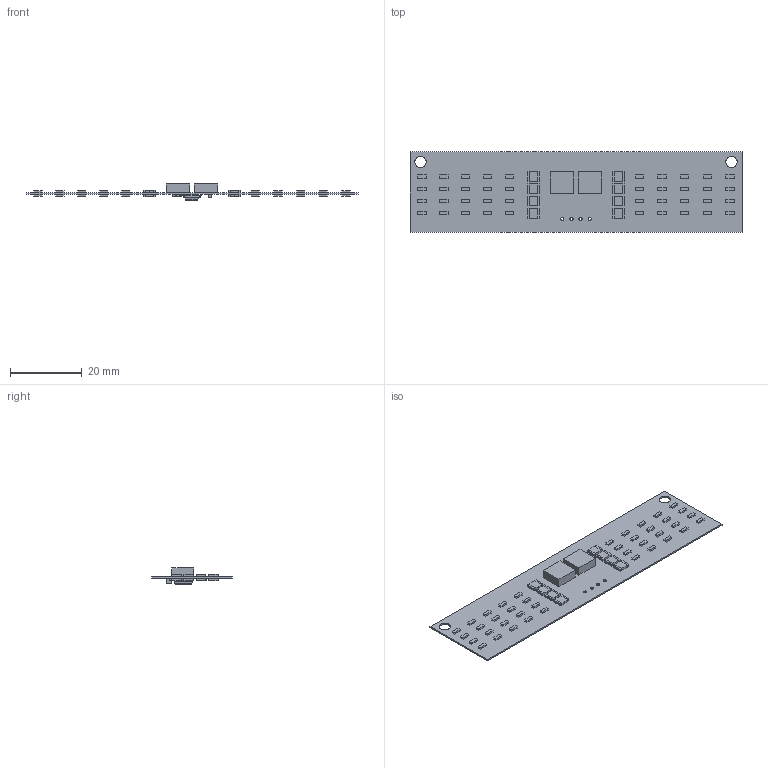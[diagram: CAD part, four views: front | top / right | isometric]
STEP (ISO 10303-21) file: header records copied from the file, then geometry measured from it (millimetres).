
FILE_DESCRIPTION(('Open CASCADE Model'),'2;1');
FILE_NAME('Open CASCADE Shape Model','2019-06-14T18:40:52',('Author'),( 'Open CASCADE'),'Open CASCADE STEP processor 6.8','Open CASCADE 6.8' ,'Unknown');
FILE_SCHEMA(('AUTOMOTIVE_DESIGN { 1 0 10303 214 1 1 1 1 }'));
Length unit declared in the file: millimetre
Products named in the file (1): PCB
Bounding box: 92.71 x 22.61 x 4.51 mm (x, y, z)
Volume: 1274.8 mm3; surface area: 5824 mm2
Topology: 159 solids, 159 shells, 1125 faces, 2372 edges, 1566 vertices
Faces by surface type: plane 1052, cylinder 63, sphere 10
Full cylindrical faces by diameter (mm): 0.9 x4, 3.2 x2
Entity records: 30424 total; most frequent: CARTESIAN_POINT 5208, ORIENTED_EDGE 4744, DIRECTION 4710, EDGE_CURVE 2372, LINE 2238, VECTOR 2238, VERTEX_POINT 1566, AXIS2_PLACEMENT_3D 1236
